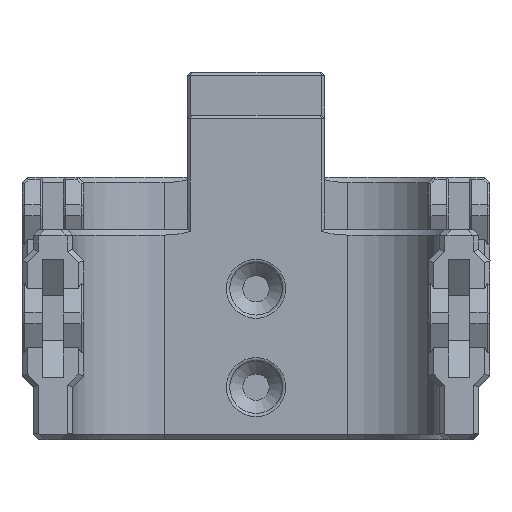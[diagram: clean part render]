
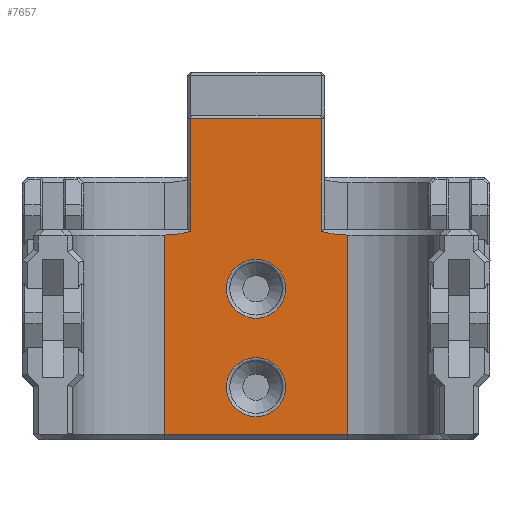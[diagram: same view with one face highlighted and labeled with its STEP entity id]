
A CAD part, left-side view. The second image highlights one B-rep face of the part: STEP entity #7657.
In plain terms, the highlighted planar face has unit normal (-1, 0, 0).
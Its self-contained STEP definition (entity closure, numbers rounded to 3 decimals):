
#172=B_SPLINE_CURVE_WITH_KNOTS('',3,(#9400,#9401,#9402,#9403),
 .UNSPECIFIED.,.F.,.F.,(4,4),(0.,1.),.UNIFORM_KNOTS.);
#173=B_SPLINE_CURVE_WITH_KNOTS('',3,(#9411,#9412,#9413,#9414),
 .UNSPECIFIED.,.F.,.F.,(4,4),(0.,1.),.UNIFORM_KNOTS.);
#266=CIRCLE('',#12661,4.5);
#267=CIRCLE('',#12662,4.5);
#860=VECTOR('',#11497,1.);
#861=VECTOR('',#11498,1.);
#862=VECTOR('',#11499,1.);
#863=VECTOR('',#11500,1.);
#864=VECTOR('',#11501,1.);
#865=VECTOR('',#11502,1.);
#1784=LINE('',#9398,#860);
#1785=LINE('',#9405,#861);
#1786=LINE('',#9407,#862);
#1787=LINE('',#9409,#863);
#1788=LINE('',#9416,#864);
#1789=LINE('',#9417,#865);
#2603=VERTEX_POINT('',#9396);
#2604=VERTEX_POINT('',#9397);
#2605=VERTEX_POINT('',#9399);
#2606=VERTEX_POINT('',#9404);
#2607=VERTEX_POINT('',#9406);
#2608=VERTEX_POINT('',#9408);
#2609=VERTEX_POINT('',#9410);
#2610=VERTEX_POINT('',#9415);
#2611=VERTEX_POINT('',#9418);
#2612=VERTEX_POINT('',#9420);
#3513=EDGE_CURVE('',#2603,#2604,#1784,.F.);
#3514=EDGE_CURVE('',#2605,#2604,#172,.T.);
#3515=EDGE_CURVE('',#2605,#2606,#1785,.T.);
#3516=EDGE_CURVE('',#2607,#2606,#1786,.T.);
#3517=EDGE_CURVE('',#2608,#2607,#1787,.T.);
#3518=EDGE_CURVE('',#2608,#2609,#173,.T.);
#3519=EDGE_CURVE('',#2610,#2609,#1788,.F.);
#3520=EDGE_CURVE('',#2603,#2610,#1789,.T.);
#3521=EDGE_CURVE('',#2611,#2611,#266,.F.);
#3522=EDGE_CURVE('',#2612,#2612,#267,.F.);
#5193=ORIENTED_EDGE('',*,*,#3513,.T.);
#5194=ORIENTED_EDGE('',*,*,#3514,.F.);
#5195=ORIENTED_EDGE('',*,*,#3515,.T.);
#5196=ORIENTED_EDGE('',*,*,#3516,.F.);
#5197=ORIENTED_EDGE('',*,*,#3517,.F.);
#5198=ORIENTED_EDGE('',*,*,#3518,.T.);
#5199=ORIENTED_EDGE('',*,*,#3519,.F.);
#5200=ORIENTED_EDGE('',*,*,#3520,.F.);
#5201=ORIENTED_EDGE('',*,*,#3521,.F.);
#5202=ORIENTED_EDGE('',*,*,#3522,.F.);
#6368=EDGE_LOOP('',(#5193,#5194,#5195,#5196,#5197,#5198,#5199,#5200));
#6369=EDGE_LOOP('',(#5201));
#6370=EDGE_LOOP('',(#5202));
#6849=FACE_BOUND('',#6368,.T.);
#6850=FACE_BOUND('',#6369,.T.);
#6851=FACE_BOUND('',#6370,.T.);
#7258=PLANE('',#12660);
#7657=ADVANCED_FACE('',(#6849,#6850,#6851),#7258,.T.);
#9395=CARTESIAN_POINT('',(14704.889,7466.844,51125.411));
#9396=CARTESIAN_POINT('',(14704.889,7467.848,51107.724));
#9397=CARTESIAN_POINT('',(14704.889,7467.848,51138.124));
#9398=CARTESIAN_POINT('',(14704.889,7467.848,51140.924));
#9399=CARTESIAN_POINT('',(14704.889,7471.848,51138.685));
#9400=CARTESIAN_POINT('',(14704.889,7471.848,51138.685));
#9401=CARTESIAN_POINT('',(14704.889,7470.538,51138.325));
#9402=CARTESIAN_POINT('',(14704.889,7469.207,51138.124));
#9403=CARTESIAN_POINT('',(14704.889,7467.848,51138.124));
#9404=CARTESIAN_POINT('',(14704.889,7471.848,51155.914));
#9405=CARTESIAN_POINT('',(14704.889,7471.848,51125.411));
#9406=CARTESIAN_POINT('',(14704.889,7491.848,51155.914));
#9407=CARTESIAN_POINT('',(14704.889,7466.844,51155.914));
#9408=CARTESIAN_POINT('',(14704.889,7491.848,51138.685));
#9409=CARTESIAN_POINT('',(14704.889,7491.848,51125.411));
#9410=CARTESIAN_POINT('',(14704.889,7495.848,51138.124));
#9411=CARTESIAN_POINT('',(14704.889,7491.848,51138.685));
#9412=CARTESIAN_POINT('',(14704.889,7493.157,51138.325));
#9413=CARTESIAN_POINT('',(14704.889,7494.488,51138.124));
#9414=CARTESIAN_POINT('',(14704.889,7495.848,51138.124));
#9415=CARTESIAN_POINT('',(14704.889,7495.848,51107.724));
#9416=CARTESIAN_POINT('',(14704.889,7495.848,51140.924));
#9417=CARTESIAN_POINT('',(14704.889,7466.844,51107.724));
#9418=CARTESIAN_POINT('',(14704.889,7481.848,51110.424));
#9419=CARTESIAN_POINT('',(14704.889,7481.848,51114.924));
#9420=CARTESIAN_POINT('',(14704.889,7481.848,51125.424));
#9421=CARTESIAN_POINT('',(14704.889,7481.848,51129.924));
#11495=DIRECTION('',(-1.,0.,0.));
#11496=DIRECTION('',(0.,0.,1.));
#11497=DIRECTION('',(0.,0.,-1.));
#11498=DIRECTION('',(0.,0.,1.));
#11499=DIRECTION('',(0.,-1.,0.));
#11500=DIRECTION('',(0.,0.,1.));
#11501=DIRECTION('',(0.,0.,-1.));
#11502=DIRECTION('',(0.,1.,0.));
#11503=DIRECTION('',(1.,0.,0.));
#11504=DIRECTION('',(0.,0.,-1.));
#11505=DIRECTION('',(1.,0.,0.));
#11506=DIRECTION('',(0.,0.,-1.));
#12660=AXIS2_PLACEMENT_3D('',#9395,#11495,#11496);
#12661=AXIS2_PLACEMENT_3D('',#9419,#11503,#11504);
#12662=AXIS2_PLACEMENT_3D('',#9421,#11505,#11506);
